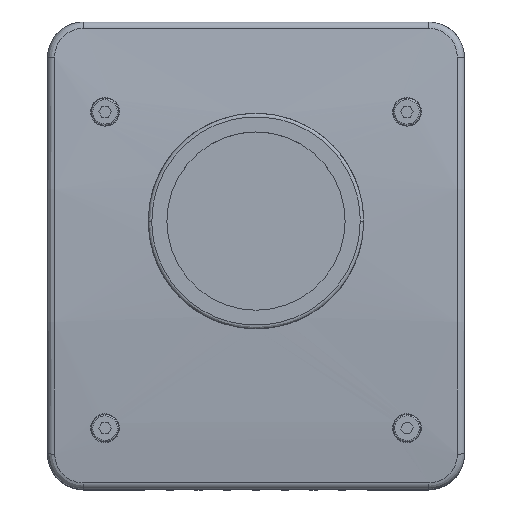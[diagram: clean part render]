
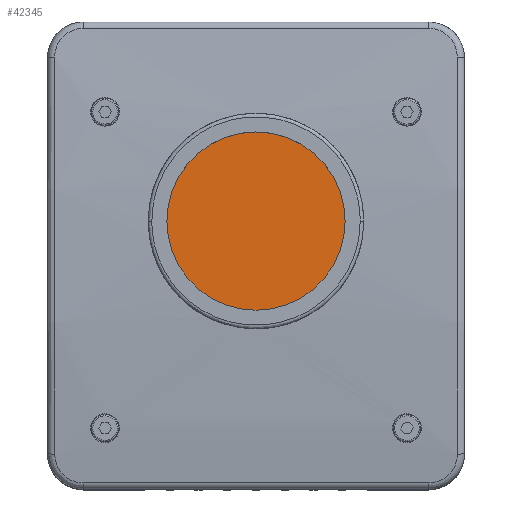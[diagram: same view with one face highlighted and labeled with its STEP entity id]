
A CAD part, top view. The second image highlights one B-rep face of the part: STEP entity #42345.
In plain terms, the highlighted planar face has unit normal (0, 0, 1).
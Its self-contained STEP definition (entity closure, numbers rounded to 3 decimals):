
#691 = VECTOR ( 'NONE', #30067, 1000. ) ;
#3997 = ORIENTED_EDGE ( 'NONE', *, *, #42892, .F. ) ;
#4314 = DIRECTION ( 'NONE',  ( 0., -1., 0. ) ) ;
#5794 = CARTESIAN_POINT ( 'NONE',  ( -31.114, -26.753, 8.5 ) ) ;
#7155 = ORIENTED_EDGE ( 'NONE', *, *, #30346, .F. ) ;
#9322 = CARTESIAN_POINT ( 'NONE',  ( -31.114, 33.247, 8.5 ) ) ;
#9491 = LINE ( 'NONE', #76596, #46890 ) ;
#9506 = ORIENTED_EDGE ( 'NONE', *, *, #47043, .F. ) ;
#9510 = FACE_OUTER_BOUND ( 'NONE', #16687, .T. ) ;
#11596 = ORIENTED_EDGE ( 'NONE', *, *, #51032, .F. ) ;
#11787 = CARTESIAN_POINT ( 'NONE',  ( -36.114, -31.753, 8.5 ) ) ;
#11860 = DIRECTION ( 'NONE',  ( -1., 0., 0. ) ) ;
#15377 = CARTESIAN_POINT ( 'NONE',  ( -31.114, -31.753, 8.5 ) ) ;
#15840 = CARTESIAN_POINT ( 'NONE',  ( 16.886, -31.753, 8.5 ) ) ;
#16687 = EDGE_LOOP ( 'NONE', ( #9506, #11596, #3997, #29103, #54894, #64556, #28739, #7155 ) ) ;
#16937 = CARTESIAN_POINT ( 'NONE',  ( -31.114, 28.247, 8.5 ) ) ;
#17711 = DIRECTION ( 'NONE',  ( 0., 0., -1. ) ) ;
#17739 = AXIS2_PLACEMENT_3D ( 'NONE', #57975, #64698, #76616 ) ;
#20524 = DIRECTION ( 'NONE',  ( 1., 0., 0. ) ) ;
#22089 = CARTESIAN_POINT ( 'NONE',  ( -36.114, -26.753, 8.5 ) ) ;
#25497 = CARTESIAN_POINT ( 'NONE',  ( 21.886, -26.753, 8.5 ) ) ;
#25668 = CARTESIAN_POINT ( 'NONE',  ( -36.114, 28.247, 8.5 ) ) ;
#26004 = VERTEX_POINT ( 'NONE', #15377 ) ;
#26492 = CARTESIAN_POINT ( 'NONE',  ( -36.114, 33.247, 8.5 ) ) ;
#27392 = LINE ( 'NONE', #63903, #60121 ) ;
#28238 = CARTESIAN_POINT ( 'NONE',  ( 16.886, 33.247, 8.5 ) ) ;
#28739 = ORIENTED_EDGE ( 'NONE', *, *, #30451, .F. ) ;
#29103 = ORIENTED_EDGE ( 'NONE', *, *, #61094, .F. ) ;
#30067 = DIRECTION ( 'NONE',  ( -1., 0., 0. ) ) ;
#30346 = EDGE_CURVE ( 'NONE', #68743, #49892, #27392, .T. ) ;
#30451 = EDGE_CURVE ( 'NONE', #49892, #45041, #32234, .T. ) ;
#30923 = CARTESIAN_POINT ( 'NONE',  ( 16.886, -26.753, 8.5 ) ) ;
#32234 = CIRCLE ( 'NONE', #70256, 5. ) ;
#33743 = PLANE ( 'NONE',  #17739 ) ;
#33867 = VERTEX_POINT ( 'NONE', #22089 ) ;
#35034 = CIRCLE ( 'NONE', #64164, 5. ) ;
#35623 = DIRECTION ( 'NONE',  ( 0., 0., -1. ) ) ;
#37617 = LINE ( 'NONE', #26492, #62747 ) ;
#40828 = CIRCLE ( 'NONE', #72574, 5. ) ;
#42345 = ADVANCED_FACE ( 'NONE', ( #9510 ), #33743, .F. ) ;
#42892 = EDGE_CURVE ( 'NONE', #69912, #68761, #35034, .T. ) ;
#45041 = VERTEX_POINT ( 'NONE', #15840 ) ;
#46890 = VECTOR ( 'NONE', #63896, 1000. ) ;
#47043 = EDGE_CURVE ( 'NONE', #72262, #68743, #40828, .T. ) ;
#49892 = VERTEX_POINT ( 'NONE', #25497 ) ;
#51032 = EDGE_CURVE ( 'NONE', #68761, #72262, #37617, .T. ) ;
#51441 = CARTESIAN_POINT ( 'NONE',  ( 21.886, 28.247, 8.5 ) ) ;
#52667 = EDGE_CURVE ( 'NONE', #26004, #33867, #73917, .T. ) ;
#52895 = DIRECTION ( 'NONE',  ( 0., 0., -1. ) ) ;
#53101 = DIRECTION ( 'NONE',  ( -1., 0., 0. ) ) ;
#53873 = DIRECTION ( 'NONE',  ( -1., 0., 0. ) ) ;
#54894 = ORIENTED_EDGE ( 'NONE', *, *, #52667, .F. ) ;
#55153 = DIRECTION ( 'NONE',  ( 0., 0., -1. ) ) ;
#57975 = CARTESIAN_POINT ( 'NONE',  ( -36.114, 42.014, 8.5 ) ) ;
#59631 = DIRECTION ( 'NONE',  ( -1., 0., 0. ) ) ;
#59974 = AXIS2_PLACEMENT_3D ( 'NONE', #5794, #17711, #53873 ) ;
#60121 = VECTOR ( 'NONE', #4314, 1000. ) ;
#61094 = EDGE_CURVE ( 'NONE', #33867, #69912, #9491, .T. ) ;
#62747 = VECTOR ( 'NONE', #20524, 1000. ) ;
#63896 = DIRECTION ( 'NONE',  ( 0., 1., 0. ) ) ;
#63903 = CARTESIAN_POINT ( 'NONE',  ( 21.886, 42.014, 8.5 ) ) ;
#64164 = AXIS2_PLACEMENT_3D ( 'NONE', #16937, #35623, #53101 ) ;
#64556 = ORIENTED_EDGE ( 'NONE', *, *, #68604, .F. ) ;
#64698 = DIRECTION ( 'NONE',  ( 0., 0., -1. ) ) ;
#66971 = LINE ( 'NONE', #11787, #691 ) ;
#68604 = EDGE_CURVE ( 'NONE', #45041, #26004, #66971, .T. ) ;
#68743 = VERTEX_POINT ( 'NONE', #51441 ) ;
#68761 = VERTEX_POINT ( 'NONE', #9322 ) ;
#69912 = VERTEX_POINT ( 'NONE', #25668 ) ;
#70256 = AXIS2_PLACEMENT_3D ( 'NONE', #30923, #55153, #11860 ) ;
#71537 = CARTESIAN_POINT ( 'NONE',  ( 16.886, 28.247, 8.5 ) ) ;
#72262 = VERTEX_POINT ( 'NONE', #28238 ) ;
#72574 = AXIS2_PLACEMENT_3D ( 'NONE', #71537, #52895, #59631 ) ;
#73917 = CIRCLE ( 'NONE', #59974, 5. ) ;
#76596 = CARTESIAN_POINT ( 'NONE',  ( -36.114, 42.014, 8.5 ) ) ;
#76616 = DIRECTION ( 'NONE',  ( 0., -1., 0. ) ) ;
